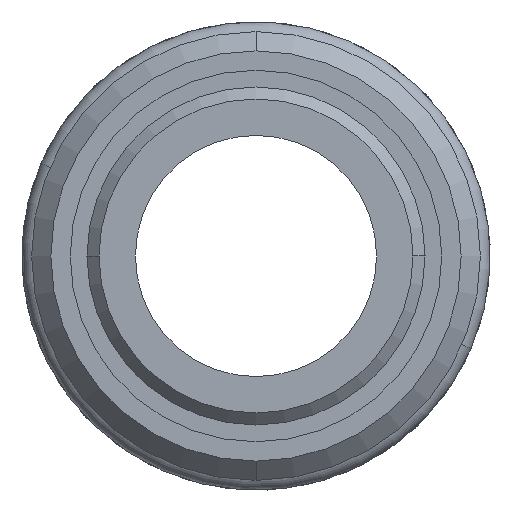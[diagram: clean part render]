
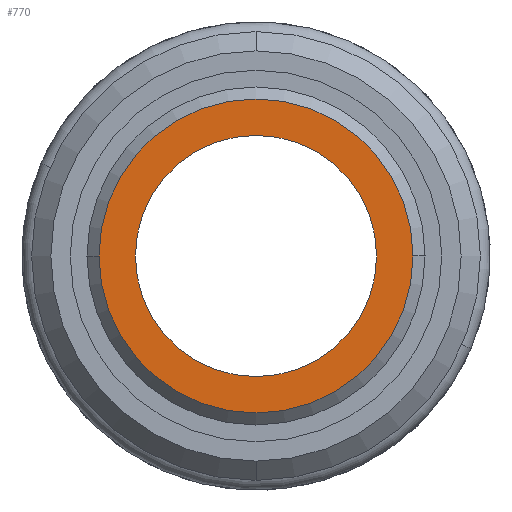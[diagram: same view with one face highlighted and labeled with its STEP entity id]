
A CAD part, front view. The second image highlights one B-rep face of the part: STEP entity #770.
In plain terms, the highlighted planar face has unit normal (0, -1, 0).
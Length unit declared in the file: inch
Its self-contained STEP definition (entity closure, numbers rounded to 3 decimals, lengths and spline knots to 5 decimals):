
#45 = FACE_BOUND ( 'NONE', #542, .T. ) ;
#155 = CARTESIAN_POINT ( 'NONE',  ( -0.2504, -0.995, 0. ) ) ;
#254 = DIRECTION ( 'NONE',  ( 0., -1., 0. ) ) ;
#270 = DIRECTION ( 'NONE',  ( 1., 0., 0. ) ) ;
#341 = ORIENTED_EDGE ( 'NONE', *, *, #728, .T. ) ;
#346 = ORIENTED_EDGE ( 'NONE', *, *, #1150, .F. ) ;
#356 = VERTEX_POINT ( 'NONE', #155 ) ;
#400 = VERTEX_POINT ( 'NONE', #410 ) ;
#410 = CARTESIAN_POINT ( 'NONE',  ( 0.2504, -0.995, 0. ) ) ;
#477 = FACE_OUTER_BOUND ( 'NONE', #1492, .T. ) ;
#497 = DIRECTION ( 'NONE',  ( 0., -1., 0. ) ) ;
#536 = ORIENTED_EDGE ( 'NONE', *, *, #1542, .T. ) ;
#542 = EDGE_LOOP ( 'NONE', ( #346, #1039 ) ) ;
#574 = AXIS2_PLACEMENT_3D ( 'NONE', #1309, #254, #1490 ) ;
#579 = CIRCLE ( 'NONE', #986, 0.326 ) ;
#626 = DIRECTION ( 'NONE',  ( 0., -1., 0. ) ) ;
#674 = CIRCLE ( 'NONE', #574, 0.2504 ) ;
#712 = CARTESIAN_POINT ( 'NONE',  ( 0., -0.995, 0. ) ) ;
#728 = EDGE_CURVE ( 'NONE', #1359, #1253, #579, .T. ) ;
#770 = ADVANCED_FACE ( 'NONE', ( #45, #477 ), #1330, .T. ) ;
#895 = DIRECTION ( 'NONE',  ( 1., 0., 0. ) ) ;
#984 = CARTESIAN_POINT ( 'NONE',  ( -0.326, -0.995, 0. ) ) ;
#986 = AXIS2_PLACEMENT_3D ( 'NONE', #1546, #497, #1716 ) ;
#1025 = DIRECTION ( 'NONE',  ( 0., -1., 0. ) ) ;
#1039 = ORIENTED_EDGE ( 'NONE', *, *, #1066, .F. ) ;
#1066 = EDGE_CURVE ( 'NONE', #400, #356, #1658, .T. ) ;
#1112 = AXIS2_PLACEMENT_3D ( 'NONE', #712, #1929, #895 ) ;
#1150 = EDGE_CURVE ( 'NONE', #356, #400, #674, .T. ) ;
#1253 = VERTEX_POINT ( 'NONE', #1499 ) ;
#1309 = CARTESIAN_POINT ( 'NONE',  ( 0., -0.995, 0. ) ) ;
#1330 = PLANE ( 'NONE',  #1909 ) ;
#1359 = VERTEX_POINT ( 'NONE', #984 ) ;
#1490 = DIRECTION ( 'NONE',  ( 1., 0., 0. ) ) ;
#1492 = EDGE_LOOP ( 'NONE', ( #341, #536 ) ) ;
#1499 = CARTESIAN_POINT ( 'NONE',  ( 0.326, -0.995, 0. ) ) ;
#1542 = EDGE_CURVE ( 'NONE', #1253, #1359, #1567, .T. ) ;
#1546 = CARTESIAN_POINT ( 'NONE',  ( 0., -0.995, 0. ) ) ;
#1567 = CIRCLE ( 'NONE', #1112, 0.326 ) ;
#1658 = CIRCLE ( 'NONE', #2013, 0.2504 ) ;
#1716 = DIRECTION ( 'NONE',  ( 1., 0., 0. ) ) ;
#1840 = CARTESIAN_POINT ( 'NONE',  ( 0.326, -0.995, 0. ) ) ;
#1909 = AXIS2_PLACEMENT_3D ( 'NONE', #1840, #626, #270 ) ;
#1929 = DIRECTION ( 'NONE',  ( 0., -1., 0. ) ) ;
#2013 = AXIS2_PLACEMENT_3D ( 'NONE', #2048, #1025, #2222 ) ;
#2048 = CARTESIAN_POINT ( 'NONE',  ( 0., -0.995, 0. ) ) ;
#2222 = DIRECTION ( 'NONE',  ( 1., 0., 0. ) ) ;
